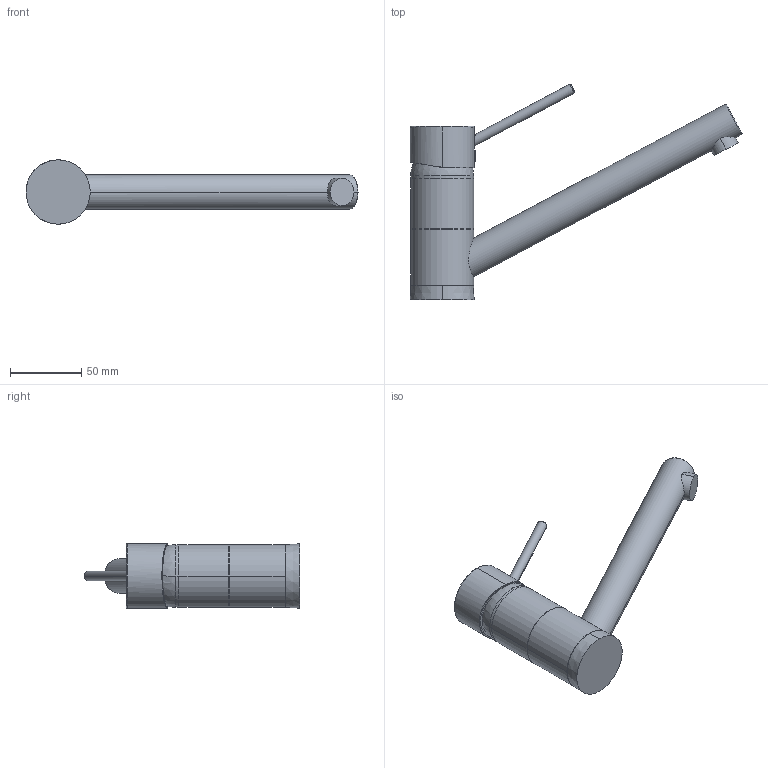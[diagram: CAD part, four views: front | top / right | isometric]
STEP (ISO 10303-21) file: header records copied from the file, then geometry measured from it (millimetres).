
FILE_DESCRIPTION(('STEP AP214'),'1');
FILE_NAME('Kludi Scope 1.STP','2026-01-13T11:23:26',(' '),(' '),'Spatial InterOp 3D',' ',' ');
FILE_SCHEMA(('AUTOMOTIVE_DESIGN { 1 0 10303 214 1 1 1 1 }'));
Length unit declared in the file: millimetre
Products named in the file (2): Kludi Scope 1; ASSEM1
Assembly tree (1 placements, depth 2):
  Kludi Scope 1
    ASSEM1
Bounding box: 232.51 x 151.16 x 45 mm (x, y, z)
Volume: 285217.5 mm3; surface area: 38530.6 mm2
Topology: 1 solids, 1 shells, 59 faces, 141 edges, 89 vertices
Faces by surface type: cylinder 22, plane 14, torus 9, bspline 6, cone 4, sphere 4
Entity records: 3640 total; most frequent: CARTESIAN_POINT 2351, DIRECTION 262, ORIENTED_EDGE 260, EDGE_CURVE 130, AXIS2_PLACEMENT_3D 115, VERTEX_POINT 82, EDGE_LOOP 64, CIRCLE 62
